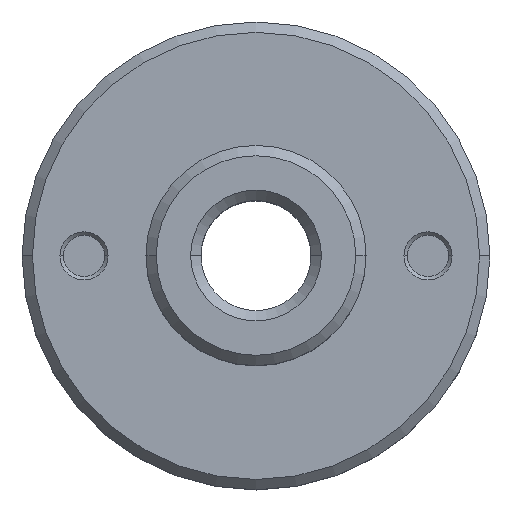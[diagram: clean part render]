
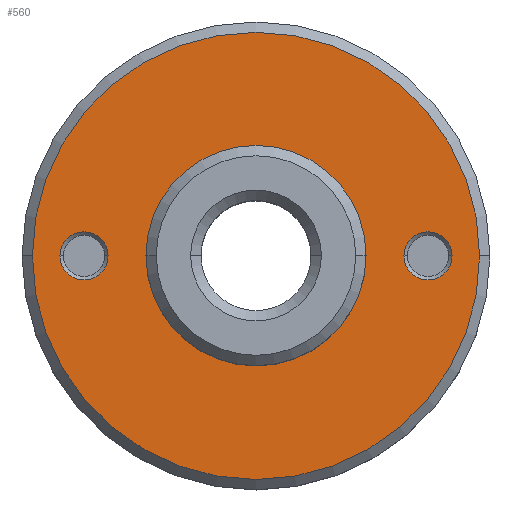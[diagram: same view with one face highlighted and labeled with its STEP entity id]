
A CAD part, top view. The second image highlights one B-rep face of the part: STEP entity #560.
In plain terms, the highlighted planar face has unit normal (0, 0, 1).
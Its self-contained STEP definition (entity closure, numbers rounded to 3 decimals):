
#5 = CIRCLE ( 'NONE', #225, 0.7 ) ;
#13 = VERTEX_POINT ( 'NONE', #28 ) ;
#18 = DIRECTION ( 'NONE',  ( 0., 0., 1. ) ) ;
#28 = CARTESIAN_POINT ( 'NONE',  ( 6.5, 0., 3. ) ) ;
#29 = DIRECTION ( 'NONE',  ( 0., 0., -1. ) ) ;
#41 = VERTEX_POINT ( 'NONE', #870 ) ;
#46 = VERTEX_POINT ( 'NONE', #393 ) ;
#47 = DIRECTION ( 'NONE',  ( 1., 0., 0. ) ) ;
#53 = AXIS2_PLACEMENT_3D ( 'NONE', #281, #849, #690 ) ;
#61 = DIRECTION ( 'NONE',  ( 1., 0., 0. ) ) ;
#62 = EDGE_LOOP ( 'NONE', ( #454, #436 ) ) ;
#76 = DIRECTION ( 'NONE',  ( 0., 0., 1. ) ) ;
#88 = AXIS2_PLACEMENT_3D ( 'NONE', #543, #317, #751 ) ;
#109 = EDGE_LOOP ( 'NONE', ( #253, #143 ) ) ;
#123 = CIRCLE ( 'NONE', #170, 6.5 ) ;
#124 = DIRECTION ( 'NONE',  ( 1., 0., 0. ) ) ;
#128 = VERTEX_POINT ( 'NONE', #689 ) ;
#137 = EDGE_CURVE ( 'NONE', #240, #775, #770, .T. ) ;
#143 = ORIENTED_EDGE ( 'NONE', *, *, #547, .F. ) ;
#147 = CIRCLE ( 'NONE', #88, 2.8 ) ;
#154 = CARTESIAN_POINT ( 'NONE',  ( 4.3, 0., 3. ) ) ;
#162 = DIRECTION ( 'NONE',  ( -1., 0., 0. ) ) ;
#170 = AXIS2_PLACEMENT_3D ( 'NONE', #858, #76, #162 ) ;
#183 = FACE_BOUND ( 'NONE', #627, .T. ) ;
#186 = DIRECTION ( 'NONE',  ( 1., 0., 0. ) ) ;
#192 = CARTESIAN_POINT ( 'NONE',  ( 5., 0., 3. ) ) ;
#214 = DIRECTION ( 'NONE',  ( -1., 0., 0. ) ) ;
#218 = DIRECTION ( 'NONE',  ( 0., 0., -1. ) ) ;
#220 = ORIENTED_EDGE ( 'NONE', *, *, #476, .T. ) ;
#225 = AXIS2_PLACEMENT_3D ( 'NONE', #754, #813, #47 ) ;
#240 = VERTEX_POINT ( 'NONE', #609 ) ;
#253 = ORIENTED_EDGE ( 'NONE', *, *, #137, .F. ) ;
#281 = CARTESIAN_POINT ( 'NONE',  ( 0., 0., 3. ) ) ;
#305 = CIRCLE ( 'NONE', #578, 0.7 ) ;
#312 = VERTEX_POINT ( 'NONE', #154 ) ;
#317 = DIRECTION ( 'NONE',  ( 0., 0., -1. ) ) ;
#320 = EDGE_CURVE ( 'NONE', #13, #41, #772, .T. ) ;
#333 = CARTESIAN_POINT ( 'NONE',  ( -6.578, -6.578, 3. ) ) ;
#351 = CARTESIAN_POINT ( 'NONE',  ( -5., 0., 3. ) ) ;
#377 = CARTESIAN_POINT ( 'NONE',  ( 0., 0., 3. ) ) ;
#393 = CARTESIAN_POINT ( 'NONE',  ( -2.8, 0., 3. ) ) ;
#436 = ORIENTED_EDGE ( 'NONE', *, *, #320, .T. ) ;
#437 = CIRCLE ( 'NONE', #53, 2.8 ) ;
#454 = ORIENTED_EDGE ( 'NONE', *, *, #874, .T. ) ;
#468 = EDGE_CURVE ( 'NONE', #593, #312, #305, .T. ) ;
#476 = EDGE_CURVE ( 'NONE', #128, #46, #147, .T. ) ;
#482 = FACE_OUTER_BOUND ( 'NONE', #62, .T. ) ;
#483 = DIRECTION ( 'NONE',  ( 0., 0., 1. ) ) ;
#486 = AXIS2_PLACEMENT_3D ( 'NONE', #653, #218, #515 ) ;
#515 = DIRECTION ( 'NONE',  ( 1., 0., 0. ) ) ;
#538 = EDGE_LOOP ( 'NONE', ( #220, #623 ) ) ;
#539 = AXIS2_PLACEMENT_3D ( 'NONE', #377, #18, #214 ) ;
#543 = CARTESIAN_POINT ( 'NONE',  ( 0., 0., 3. ) ) ;
#544 = FACE_BOUND ( 'NONE', #109, .T. ) ;
#547 = EDGE_CURVE ( 'NONE', #775, #240, #5, .T. ) ;
#560 = ADVANCED_FACE ( 'NONE', ( #749, #544, #183, #482 ), #683, .T. ) ;
#578 = AXIS2_PLACEMENT_3D ( 'NONE', #192, #29, #186 ) ;
#581 = ORIENTED_EDGE ( 'NONE', *, *, #468, .T. ) ;
#593 = VERTEX_POINT ( 'NONE', #826 ) ;
#609 = CARTESIAN_POINT ( 'NONE',  ( -4.3, 0., 3. ) ) ;
#623 = ORIENTED_EDGE ( 'NONE', *, *, #652, .T. ) ;
#627 = EDGE_LOOP ( 'NONE', ( #581, #822 ) ) ;
#652 = EDGE_CURVE ( 'NONE', #46, #128, #437, .T. ) ;
#653 = CARTESIAN_POINT ( 'NONE',  ( 5., 0., 3. ) ) ;
#683 = PLANE ( 'NONE',  #837 ) ;
#688 = DIRECTION ( 'NONE',  ( 0., 0., 1. ) ) ;
#689 = CARTESIAN_POINT ( 'NONE',  ( 2.8, 0., 3. ) ) ;
#690 = DIRECTION ( 'NONE',  ( 1., 0., 0. ) ) ;
#749 = FACE_BOUND ( 'NONE', #538, .T. ) ;
#751 = DIRECTION ( 'NONE',  ( 1., 0., 0. ) ) ;
#754 = CARTESIAN_POINT ( 'NONE',  ( -5., 0., 3. ) ) ;
#770 = CIRCLE ( 'NONE', #833, 0.7 ) ;
#772 = CIRCLE ( 'NONE', #539, 6.5 ) ;
#775 = VERTEX_POINT ( 'NONE', #890 ) ;
#795 = EDGE_CURVE ( 'NONE', #312, #593, #806, .T. ) ;
#806 = CIRCLE ( 'NONE', #486, 0.7 ) ;
#813 = DIRECTION ( 'NONE',  ( 0., 0., 1. ) ) ;
#822 = ORIENTED_EDGE ( 'NONE', *, *, #795, .T. ) ;
#826 = CARTESIAN_POINT ( 'NONE',  ( 5.7, 0., 3. ) ) ;
#833 = AXIS2_PLACEMENT_3D ( 'NONE', #351, #483, #61 ) ;
#837 = AXIS2_PLACEMENT_3D ( 'NONE', #333, #688, #124 ) ;
#849 = DIRECTION ( 'NONE',  ( 0., 0., -1. ) ) ;
#858 = CARTESIAN_POINT ( 'NONE',  ( 0., 0., 3. ) ) ;
#870 = CARTESIAN_POINT ( 'NONE',  ( -6.5, 0., 3. ) ) ;
#874 = EDGE_CURVE ( 'NONE', #41, #13, #123, .T. ) ;
#890 = CARTESIAN_POINT ( 'NONE',  ( -5.7, 0., 3. ) ) ;
